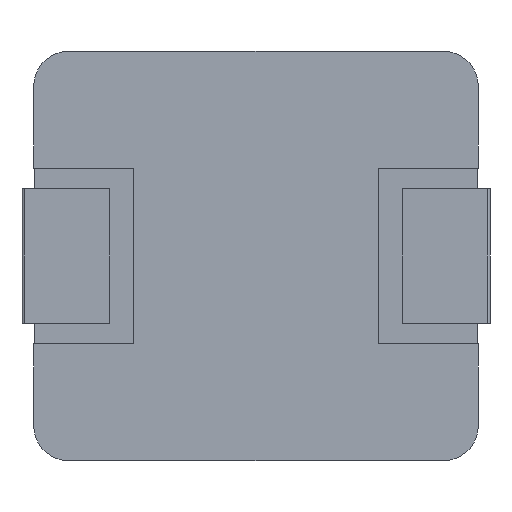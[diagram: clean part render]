
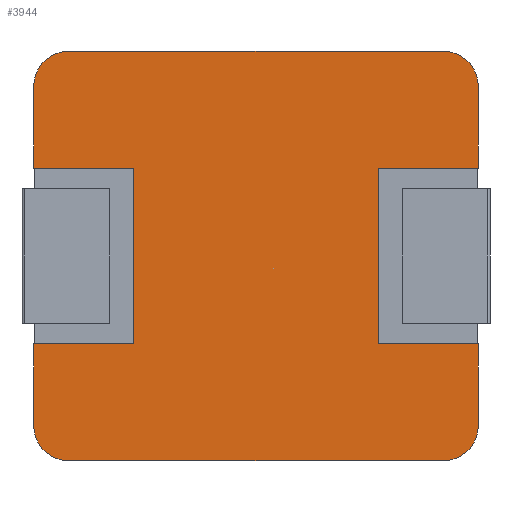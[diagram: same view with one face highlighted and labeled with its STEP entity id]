
A CAD part, front view. The second image highlights one B-rep face of the part: STEP entity #3944.
In plain terms, the highlighted planar face has unit normal (0, -1, 0).
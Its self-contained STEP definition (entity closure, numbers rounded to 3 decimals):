
#28 = CARTESIAN_POINT ( 'NONE',  ( 7., 0., 0. ) ) ;
#36 = ORIENTED_EDGE ( 'NONE', *, *, #321, .F. ) ;
#56 = DIRECTION ( 'NONE',  ( 0., 0., -1. ) ) ;
#66 = ORIENTED_EDGE ( 'NONE', *, *, #67, .T. ) ;
#67 = EDGE_CURVE ( 'NONE', #1421, #181, #4129, .T. ) ;
#84 = CARTESIAN_POINT ( 'NONE',  ( 7.6, 0., -5. ) ) ;
#135 = FACE_OUTER_BOUND ( 'NONE', #2812, .T. ) ;
#145 = DIRECTION ( 'NONE',  ( 1., 0., 0. ) ) ;
#177 = DIRECTION ( 'NONE',  ( 0., -1., 0. ) ) ;
#181 = VERTEX_POINT ( 'NONE', #666 ) ;
#182 = LINE ( 'NONE', #1157, #3471 ) ;
#207 = EDGE_CURVE ( 'NONE', #2183, #3579, #2068, .T. ) ;
#215 = CARTESIAN_POINT ( 'NONE',  ( 7.6, 0., -5. ) ) ;
#321 = EDGE_CURVE ( 'NONE', #1421, #1786, #546, .T. ) ;
#347 = DIRECTION ( 'NONE',  ( -1., 0., 0. ) ) ;
#350 = EDGE_CURVE ( 'NONE', #695, #365, #2181, .T. ) ;
#365 = VERTEX_POINT ( 'NONE', #3070 ) ;
#385 = VERTEX_POINT ( 'NONE', #3350 ) ;
#513 = CARTESIAN_POINT ( 'NONE',  ( 7., 0., -0.6 ) ) ;
#527 = EDGE_CURVE ( 'NONE', #181, #952, #2794, .T. ) ;
#546 = LINE ( 'NONE', #2372, #2737 ) ;
#565 = DIRECTION ( 'NONE',  ( 0., 0., 1. ) ) ;
#634 = CARTESIAN_POINT ( 'NONE',  ( 0.6, 0., 0. ) ) ;
#638 = CARTESIAN_POINT ( 'NONE',  ( 0.6, 0., -6.4 ) ) ;
#648 = VECTOR ( 'NONE', #825, 1000. ) ;
#649 = DIRECTION ( 'NONE',  ( 0., -1., 0. ) ) ;
#666 = CARTESIAN_POINT ( 'NONE',  ( 0., 0., -6.4 ) ) ;
#695 = VERTEX_POINT ( 'NONE', #1351 ) ;
#704 = DIRECTION ( 'NONE',  ( 0., 0., -1. ) ) ;
#797 = ORIENTED_EDGE ( 'NONE', *, *, #2800, .T. ) ;
#825 = DIRECTION ( 'NONE',  ( 1., 0., 0. ) ) ;
#832 = CARTESIAN_POINT ( 'NONE',  ( 7., 0., -6.4 ) ) ;
#838 = DIRECTION ( 'NONE',  ( 0., 0., -1. ) ) ;
#870 = CARTESIAN_POINT ( 'NONE',  ( 5.9, 0., -2. ) ) ;
#887 = CARTESIAN_POINT ( 'NONE',  ( 0., 0., 0. ) ) ;
#922 = ORIENTED_EDGE ( 'NONE', *, *, #350, .T. ) ;
#945 = EDGE_CURVE ( 'NONE', #3733, #2414, #3332, .T. ) ;
#952 = VERTEX_POINT ( 'NONE', #1475 ) ;
#1114 = ORIENTED_EDGE ( 'NONE', *, *, #4099, .T. ) ;
#1147 = DIRECTION ( 'NONE',  ( 1., 0., 0. ) ) ;
#1157 = CARTESIAN_POINT ( 'NONE',  ( 1.7, 0., -2. ) ) ;
#1210 = ORIENTED_EDGE ( 'NONE', *, *, #2081, .T. ) ;
#1223 = DIRECTION ( 'NONE',  ( 0., 0., -1. ) ) ;
#1224 = EDGE_CURVE ( 'NONE', #385, #2450, #2310, .T. ) ;
#1259 = DIRECTION ( 'NONE',  ( 0., 0., -1. ) ) ;
#1282 = ORIENTED_EDGE ( 'NONE', *, *, #2472, .F. ) ;
#1289 = VECTOR ( 'NONE', #2256, 1000. ) ;
#1322 = LINE ( 'NONE', #3736, #1609 ) ;
#1351 = CARTESIAN_POINT ( 'NONE',  ( 7., 0., -7. ) ) ;
#1368 = ORIENTED_EDGE ( 'NONE', *, *, #3796, .F. ) ;
#1397 = AXIS2_PLACEMENT_3D ( 'NONE', #2459, #3684, #3728 ) ;
#1410 = LINE ( 'NONE', #3970, #648 ) ;
#1421 = VERTEX_POINT ( 'NONE', #1447 ) ;
#1433 = DIRECTION ( 'NONE',  ( 1., 0., 0. ) ) ;
#1441 = EDGE_CURVE ( 'NONE', #1786, #385, #182, .T. ) ;
#1447 = CARTESIAN_POINT ( 'NONE',  ( 0., 0., -5. ) ) ;
#1448 = CARTESIAN_POINT ( 'NONE',  ( 0., 0., 0. ) ) ;
#1472 = PLANE ( 'NONE',  #1800 ) ;
#1475 = CARTESIAN_POINT ( 'NONE',  ( 0.6, 0., -7. ) ) ;
#1514 = AXIS2_PLACEMENT_3D ( 'NONE', #832, #1791, #3404 ) ;
#1525 = EDGE_CURVE ( 'NONE', #1840, #2036, #1322, .T. ) ;
#1547 = VECTOR ( 'NONE', #1147, 1000. ) ;
#1602 = CARTESIAN_POINT ( 'NONE',  ( 1.7, 0., -5. ) ) ;
#1609 = VECTOR ( 'NONE', #838, 1000. ) ;
#1635 = VECTOR ( 'NONE', #704, 1000. ) ;
#1641 = CARTESIAN_POINT ( 'NONE',  ( 0., 0., -2. ) ) ;
#1724 = DIRECTION ( 'NONE',  ( 0., 0., 1. ) ) ;
#1737 = ORIENTED_EDGE ( 'NONE', *, *, #527, .T. ) ;
#1745 = DIRECTION ( 'NONE',  ( 0., -1., 0. ) ) ;
#1772 = CARTESIAN_POINT ( 'NONE',  ( 5.9, 0., -5. ) ) ;
#1786 = VERTEX_POINT ( 'NONE', #1602 ) ;
#1791 = DIRECTION ( 'NONE',  ( 0., -1., 0. ) ) ;
#1800 = AXIS2_PLACEMENT_3D ( 'NONE', #1448, #177, #2679 ) ;
#1840 = VERTEX_POINT ( 'NONE', #2268 ) ;
#1862 = ORIENTED_EDGE ( 'NONE', *, *, #3938, .T. ) ;
#1932 = CARTESIAN_POINT ( 'NONE',  ( 0., 0., -0.6 ) ) ;
#2036 = VERTEX_POINT ( 'NONE', #2399 ) ;
#2041 = CARTESIAN_POINT ( 'NONE',  ( 7.6, 0., -2. ) ) ;
#2061 = LINE ( 'NONE', #2607, #4114 ) ;
#2067 = ORIENTED_EDGE ( 'NONE', *, *, #1224, .F. ) ;
#2068 = LINE ( 'NONE', #84, #1289 ) ;
#2081 = EDGE_CURVE ( 'NONE', #3243, #2036, #3148, .T. ) ;
#2088 = ORIENTED_EDGE ( 'NONE', *, *, #1525, .F. ) ;
#2169 = ORIENTED_EDGE ( 'NONE', *, *, #945, .T. ) ;
#2181 = CIRCLE ( 'NONE', #1514, 0.6 ) ;
#2183 = VERTEX_POINT ( 'NONE', #215 ) ;
#2255 = ORIENTED_EDGE ( 'NONE', *, *, #207, .T. ) ;
#2256 = DIRECTION ( 'NONE',  ( -1., 0., 0. ) ) ;
#2268 = CARTESIAN_POINT ( 'NONE',  ( 7.6, 0., -0.6 ) ) ;
#2279 = LINE ( 'NONE', #2950, #1635 ) ;
#2310 = LINE ( 'NONE', #1641, #4010 ) ;
#2372 = CARTESIAN_POINT ( 'NONE',  ( 0., 0., -5. ) ) ;
#2399 = CARTESIAN_POINT ( 'NONE',  ( 7.6, 0., -2. ) ) ;
#2414 = VERTEX_POINT ( 'NONE', #1932 ) ;
#2450 = VERTEX_POINT ( 'NONE', #3644 ) ;
#2459 = CARTESIAN_POINT ( 'NONE',  ( 0.6, 0., -0.6 ) ) ;
#2472 = EDGE_CURVE ( 'NONE', #3733, #3727, #1410, .T. ) ;
#2502 = EDGE_CURVE ( 'NONE', #952, #695, #3144, .T. ) ;
#2607 = CARTESIAN_POINT ( 'NONE',  ( 7.6, 0., 0. ) ) ;
#2669 = AXIS2_PLACEMENT_3D ( 'NONE', #638, #649, #1259 ) ;
#2679 = DIRECTION ( 'NONE',  ( 0., 0., -1. ) ) ;
#2713 = AXIS2_PLACEMENT_3D ( 'NONE', #513, #1745, #2724 ) ;
#2724 = DIRECTION ( 'NONE',  ( 0., 0., -1. ) ) ;
#2737 = VECTOR ( 'NONE', #145, 1000. ) ;
#2745 = VECTOR ( 'NONE', #1223, 1000. ) ;
#2794 = CIRCLE ( 'NONE', #2669, 0.6 ) ;
#2797 = CARTESIAN_POINT ( 'NONE',  ( 5.9, 0., -2. ) ) ;
#2800 = EDGE_CURVE ( 'NONE', #2414, #2450, #2279, .T. ) ;
#2812 = EDGE_LOOP ( 'NONE', ( #1368, #2255, #1114, #1210, #2088, #1862, #1282, #2169, #797, #2067, #3329, #36, #66, #1737, #3046, #922 ) ) ;
#2950 = CARTESIAN_POINT ( 'NONE',  ( 0., 0., 0. ) ) ;
#3046 = ORIENTED_EDGE ( 'NONE', *, *, #2502, .T. ) ;
#3070 = CARTESIAN_POINT ( 'NONE',  ( 7.6, 0., -6.4 ) ) ;
#3101 = VECTOR ( 'NONE', #1433, 1000. ) ;
#3144 = LINE ( 'NONE', #3897, #3101 ) ;
#3148 = LINE ( 'NONE', #2041, #1547 ) ;
#3243 = VERTEX_POINT ( 'NONE', #870 ) ;
#3329 = ORIENTED_EDGE ( 'NONE', *, *, #1441, .F. ) ;
#3332 = CIRCLE ( 'NONE', #1397, 0.6 ) ;
#3350 = CARTESIAN_POINT ( 'NONE',  ( 1.7, 0., -2. ) ) ;
#3404 = DIRECTION ( 'NONE',  ( 0., 0., -1. ) ) ;
#3471 = VECTOR ( 'NONE', #1724, 1000. ) ;
#3562 = VECTOR ( 'NONE', #565, 1000. ) ;
#3579 = VERTEX_POINT ( 'NONE', #1772 ) ;
#3644 = CARTESIAN_POINT ( 'NONE',  ( 0., 0., -2. ) ) ;
#3684 = DIRECTION ( 'NONE',  ( 0., -1., 0. ) ) ;
#3727 = VERTEX_POINT ( 'NONE', #28 ) ;
#3728 = DIRECTION ( 'NONE',  ( 0., 0., -1. ) ) ;
#3733 = VERTEX_POINT ( 'NONE', #634 ) ;
#3736 = CARTESIAN_POINT ( 'NONE',  ( 7.6, 0., 0. ) ) ;
#3796 = EDGE_CURVE ( 'NONE', #2183, #365, #2061, .T. ) ;
#3810 = LINE ( 'NONE', #2797, #3562 ) ;
#3815 = CIRCLE ( 'NONE', #2713, 0.6 ) ;
#3897 = CARTESIAN_POINT ( 'NONE',  ( 0., 0., -7. ) ) ;
#3938 = EDGE_CURVE ( 'NONE', #1840, #3727, #3815, .T. ) ;
#3944 = ADVANCED_FACE ( 'NONE', ( #135 ), #1472, .T. ) ;
#3970 = CARTESIAN_POINT ( 'NONE',  ( 0., 0., 0. ) ) ;
#4010 = VECTOR ( 'NONE', #347, 1000. ) ;
#4099 = EDGE_CURVE ( 'NONE', #3579, #3243, #3810, .T. ) ;
#4114 = VECTOR ( 'NONE', #56, 1000. ) ;
#4129 = LINE ( 'NONE', #887, #2745 ) ;
